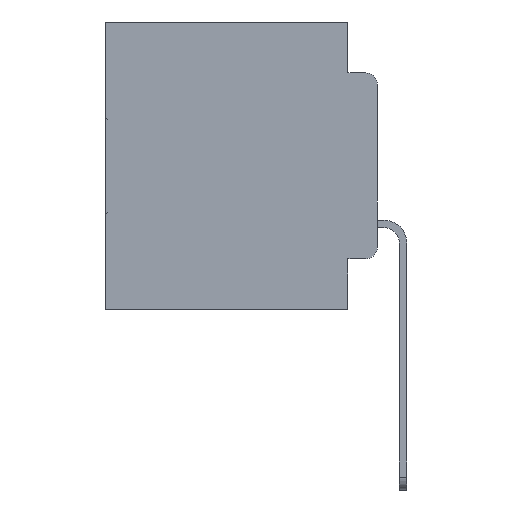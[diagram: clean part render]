
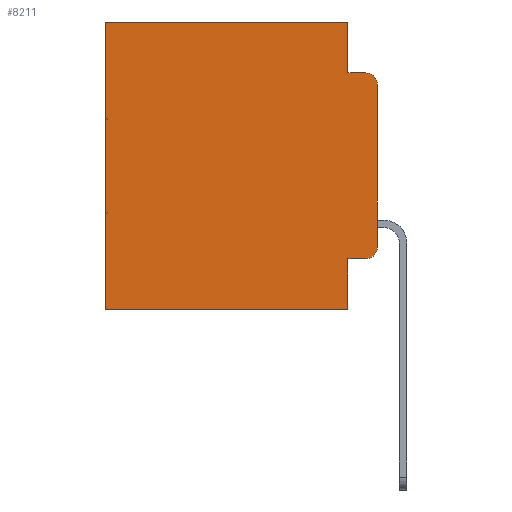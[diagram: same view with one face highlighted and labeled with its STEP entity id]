
A CAD part, left-side view. The second image highlights one B-rep face of the part: STEP entity #8211.
In plain terms, the highlighted planar face has unit normal (-1, 0, 0).
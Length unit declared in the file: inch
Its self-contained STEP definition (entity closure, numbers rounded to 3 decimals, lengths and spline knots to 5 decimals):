
#1260 = CARTESIAN_POINT ( 'NONE',  ( 0.298, 0.473, 0. ) ) ;
#1516 = CARTESIAN_POINT ( 'NONE',  ( 0.298, 0.051, 0. ) ) ;
#1819 = EDGE_LOOP ( 'NONE', ( #9095, #31745, #10370, #16001, #8642, #10889, #11501, #26133, #24305, #25202 ) ) ;
#2073 = VERTEX_POINT ( 'NONE', #1516 ) ;
#2477 = CARTESIAN_POINT ( 'NONE',  ( 0.298, 0.473, 0. ) ) ;
#2481 = VERTEX_POINT ( 'NONE', #22019 ) ;
#3039 = EDGE_CURVE ( 'NONE', #18348, #11797, #11270, .T. ) ;
#3100 = VERTEX_POINT ( 'NONE', #20697 ) ;
#3314 = LINE ( 'NONE', #9177, #10063 ) ;
#3524 = EDGE_CURVE ( 'NONE', #3100, #9557, #21940, .T. ) ;
#3667 = AXIS2_PLACEMENT_3D ( 'NONE', #27747, #13159, #30179 ) ;
#4147 = VERTEX_POINT ( 'NONE', #2477 ) ;
#4152 = DIRECTION ( 'NONE',  ( 0., 0., -1. ) ) ;
#4514 = LINE ( 'NONE', #21131, #16967 ) ;
#5599 = DIRECTION ( 'NONE',  ( 0., 1., 0. ) ) ;
#6497 = VERTEX_POINT ( 'NONE', #21623 ) ;
#7052 = CARTESIAN_POINT ( 'NONE',  ( 0.298, 0., 0. ) ) ;
#7096 = VERTEX_POINT ( 'NONE', #11861 ) ;
#7251 = CARTESIAN_POINT ( 'NONE',  ( 0.298, 0.02, -0.0885 ) ) ;
#7637 = DIRECTION ( 'NONE',  ( 0., 0., -1. ) ) ;
#8211 = ADVANCED_FACE ( 'NONE', ( #28478 ), #16581, .F. ) ;
#8642 = ORIENTED_EDGE ( 'NONE', *, *, #20731, .T. ) ;
#8926 = CIRCLE ( 'NONE', #3667, 0.02 ) ;
#9095 = ORIENTED_EDGE ( 'NONE', *, *, #19998, .F. ) ;
#9177 = CARTESIAN_POINT ( 'NONE',  ( 0.298, 0.051, -0.4115 ) ) ;
#9557 = VERTEX_POINT ( 'NONE', #7251 ) ;
#9607 = DIRECTION ( 'NONE',  ( 0., 1., 0. ) ) ;
#10063 = VECTOR ( 'NONE', #23874, 39.37008 ) ;
#10362 = CARTESIAN_POINT ( 'NONE',  ( 0.298, 0.02, -0.3915 ) ) ;
#10370 = ORIENTED_EDGE ( 'NONE', *, *, #3524, .F. ) ;
#10479 = VECTOR ( 'NONE', #5599, 39.37008 ) ;
#10889 = ORIENTED_EDGE ( 'NONE', *, *, #28936, .T. ) ;
#11270 = LINE ( 'NONE', #20382, #10479 ) ;
#11501 = ORIENTED_EDGE ( 'NONE', *, *, #3039, .F. ) ;
#11797 = VERTEX_POINT ( 'NONE', #14286 ) ;
#11861 = CARTESIAN_POINT ( 'NONE',  ( 0.298, 0., -0.3915 ) ) ;
#12570 = CARTESIAN_POINT ( 'NONE',  ( 0.298, 0.051, 0. ) ) ;
#12588 = VECTOR ( 'NONE', #21205, 39.37008 ) ;
#12839 = DIRECTION ( 'NONE',  ( 0., 0., -1. ) ) ;
#13159 = DIRECTION ( 'NONE',  ( -1., 0., 0. ) ) ;
#14286 = CARTESIAN_POINT ( 'NONE',  ( 0.298, 0.473, -0.5 ) ) ;
#14290 = DIRECTION ( 'NONE',  ( 0., 0., -1. ) ) ;
#14866 = CIRCLE ( 'NONE', #31281, 0.02 ) ;
#15320 = CARTESIAN_POINT ( 'NONE',  ( 0.298, 0.051, -0.5 ) ) ;
#16001 = ORIENTED_EDGE ( 'NONE', *, *, #26689, .F. ) ;
#16581 = PLANE ( 'NONE',  #24519 ) ;
#16967 = VECTOR ( 'NONE', #23600, 39.37008 ) ;
#18348 = VERTEX_POINT ( 'NONE', #15320 ) ;
#18431 = VECTOR ( 'NONE', #9607, 39.37008 ) ;
#18552 = LINE ( 'NONE', #26421, #30691 ) ;
#19022 = DIRECTION ( 'NONE',  ( 1., 0., 0. ) ) ;
#19166 = EDGE_CURVE ( 'NONE', #21473, #9557, #8926, .T. ) ;
#19215 = LINE ( 'NONE', #7052, #18431 ) ;
#19998 = EDGE_CURVE ( 'NONE', #21473, #7096, #4514, .T. ) ;
#20036 = DIRECTION ( 'NONE',  ( 0., -1., 0. ) ) ;
#20382 = CARTESIAN_POINT ( 'NONE',  ( 0.298, 0., -0.5 ) ) ;
#20697 = CARTESIAN_POINT ( 'NONE',  ( 0.298, 0.051, -0.0885 ) ) ;
#20731 = EDGE_CURVE ( 'NONE', #2073, #4147, #19215, .T. ) ;
#21131 = CARTESIAN_POINT ( 'NONE',  ( 0.298, 0., 0. ) ) ;
#21205 = DIRECTION ( 'NONE',  ( 0., 0., -1. ) ) ;
#21473 = VERTEX_POINT ( 'NONE', #22636 ) ;
#21623 = CARTESIAN_POINT ( 'NONE',  ( 0.298, 0.051, -0.4115 ) ) ;
#21940 = LINE ( 'NONE', #24843, #27610 ) ;
#21983 = LINE ( 'NONE', #12570, #28425 ) ;
#22019 = CARTESIAN_POINT ( 'NONE',  ( 0.298, 0.02, -0.4115 ) ) ;
#22636 = CARTESIAN_POINT ( 'NONE',  ( 0.298, 0., -0.1085 ) ) ;
#23600 = DIRECTION ( 'NONE',  ( 0., 0., -1. ) ) ;
#23826 = CARTESIAN_POINT ( 'NONE',  ( 0.298, 0., 0. ) ) ;
#23874 = DIRECTION ( 'NONE',  ( 0., -1., 0. ) ) ;
#24305 = ORIENTED_EDGE ( 'NONE', *, *, #31932, .T. ) ;
#24519 = AXIS2_PLACEMENT_3D ( 'NONE', #23826, #19022, #4152 ) ;
#24843 = CARTESIAN_POINT ( 'NONE',  ( 0.298, 0.051, -0.0885 ) ) ;
#25202 = ORIENTED_EDGE ( 'NONE', *, *, #29299, .T. ) ;
#26133 = ORIENTED_EDGE ( 'NONE', *, *, #26601, .F. ) ;
#26421 = CARTESIAN_POINT ( 'NONE',  ( 0.298, 0.051, 0. ) ) ;
#26601 = EDGE_CURVE ( 'NONE', #6497, #18348, #18552, .T. ) ;
#26689 = EDGE_CURVE ( 'NONE', #2073, #3100, #21983, .T. ) ;
#27433 = DIRECTION ( 'NONE',  ( -1., 0., 0. ) ) ;
#27610 = VECTOR ( 'NONE', #20036, 39.37008 ) ;
#27747 = CARTESIAN_POINT ( 'NONE',  ( 0.298, 0.02, -0.1085 ) ) ;
#28425 = VECTOR ( 'NONE', #7637, 39.37008 ) ;
#28478 = FACE_OUTER_BOUND ( 'NONE', #1819, .T. ) ;
#28936 = EDGE_CURVE ( 'NONE', #4147, #11797, #31960, .T. ) ;
#29299 = EDGE_CURVE ( 'NONE', #2481, #7096, #14866, .T. ) ;
#30179 = DIRECTION ( 'NONE',  ( 0., 0., -1. ) ) ;
#30691 = VECTOR ( 'NONE', #14290, 39.37008 ) ;
#31281 = AXIS2_PLACEMENT_3D ( 'NONE', #10362, #27433, #12839 ) ;
#31745 = ORIENTED_EDGE ( 'NONE', *, *, #19166, .T. ) ;
#31932 = EDGE_CURVE ( 'NONE', #6497, #2481, #3314, .T. ) ;
#31960 = LINE ( 'NONE', #1260, #12588 ) ;
